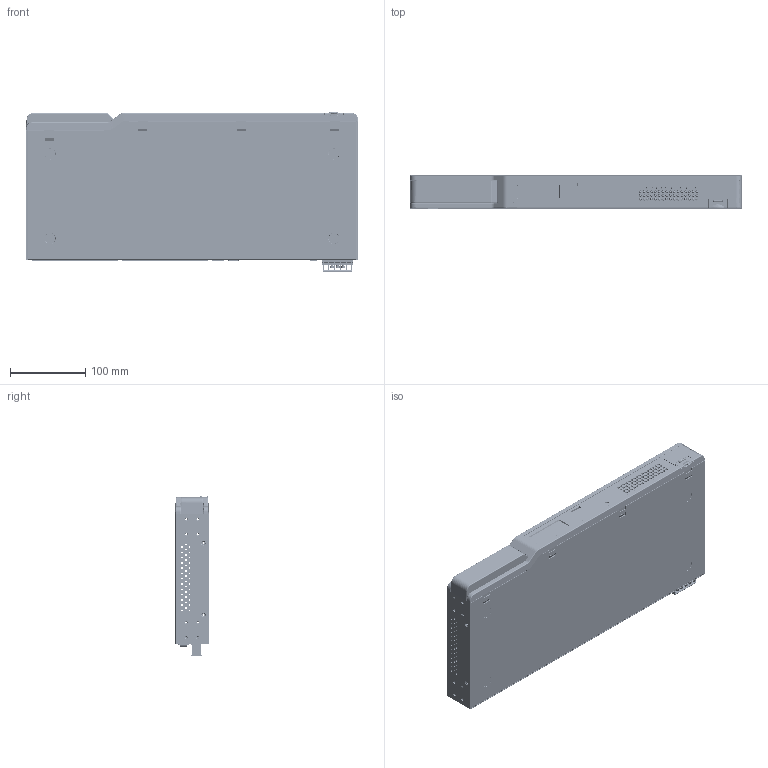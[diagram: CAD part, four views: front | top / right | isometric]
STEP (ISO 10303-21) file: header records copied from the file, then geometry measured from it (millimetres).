
FILE_DESCRIPTION((''),'2;1');
FILE_NAME('NPORT6610-16-48V','2014-05-12T',('Sam_Liu'),(''),'PRO/ENGINEER BY PARAMETRIC TECHNOLOGY CORPORATION, 2013230','PRO/ENGINEER BY PARAMETRIC TECHNOLOGY CORPORATION, 2013230','');
FILE_SCHEMA(('CONFIG_CONTROL_DESIGN'));
Products named in the file (1): NPORT6610-16-48V
Bounding box: 440 x 44 x 212.8 mm (x, y, z)
Volume: 497276.8 mm3; surface area: 715748.5 mm2
Topology: 10 solids, 10 shells, 9065 faces, 23652 edges, 15413 vertices
Faces by surface type: plane 6621, cylinder 1974, cone 204, sphere 96, torus 95, bspline 54, extrusion 21
Entity records: 280798 total; most frequent: CARTESIAN_POINT 53566, ORIENTED_EDGE 47112, DIRECTION 45505, EDGE_CURVE 23556, VECTOR 18461, LINE 18440, VERTEX_POINT 15413, AXIS2_PLACEMENT_3D 13522
